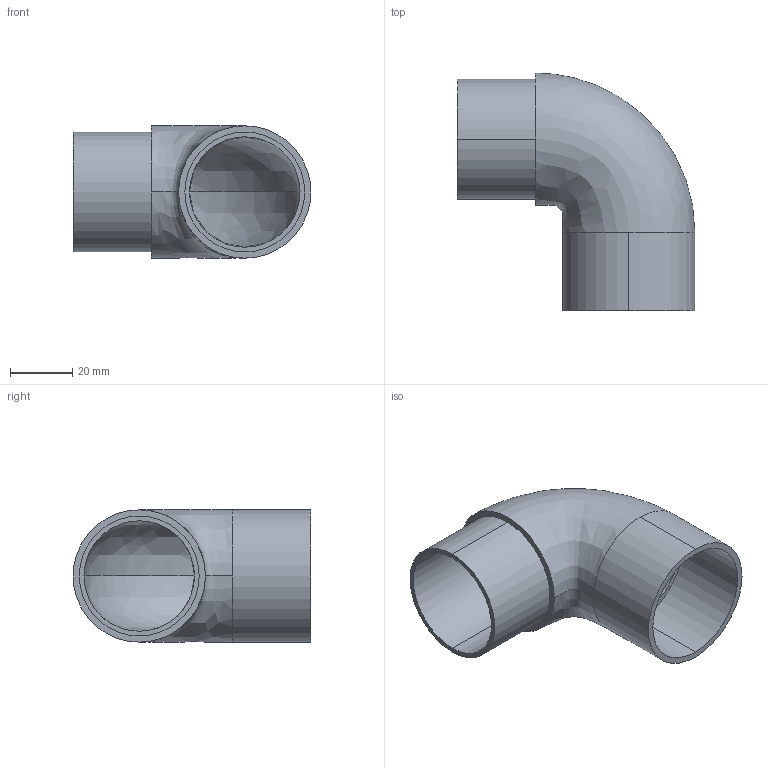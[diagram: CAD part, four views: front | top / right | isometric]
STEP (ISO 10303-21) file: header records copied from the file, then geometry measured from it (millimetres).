
FILE_DESCRIPTION (( 'STEP AP203' ), '1' );
FILE_NAME ('3D_GR1122_42.4x2_188850920.STEP', '2024-11-10T15:29:41', ( '' ), ( '' ), 'SwSTEP 2.0', 'SolidWorks 2023', '' );
FILE_SCHEMA (( 'CONFIG_CONTROL_DESIGN' ));
Length unit declared in the file: millimetre
Products named in the file (1): 3D_GR1122_42.4x2_188850920
Bounding box: 76.2 x 76.2 x 42.4 mm (x, y, z)
Volume: 30977.5 mm3; surface area: 24570.8 mm2
Topology: 1 solids, 1 shells, 16 faces, 64 edges, 52 vertices
Faces by surface type: cylinder 8, bspline 4, plane 4
Entity records: 10757 total; most frequent: CARTESIAN_POINT 10133, ORIENTED_EDGE 128, DIRECTION 106, EDGE_CURVE 64, VERTEX_POINT 52, AXIS2_PLACEMENT_3D 49, CIRCLE 36, EDGE_LOOP 20
